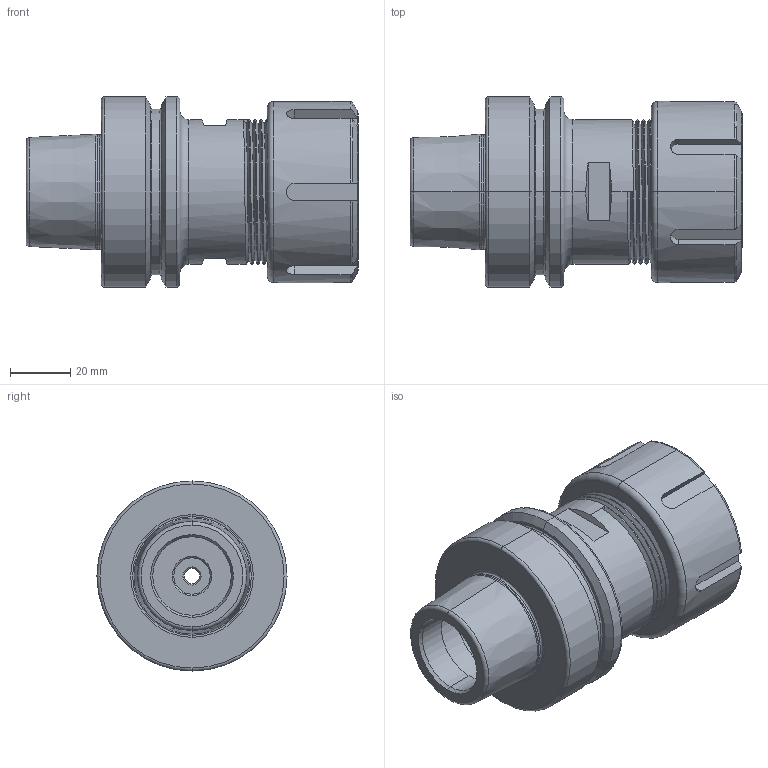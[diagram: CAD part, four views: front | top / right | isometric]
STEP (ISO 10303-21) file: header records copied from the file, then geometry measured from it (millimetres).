
FILE_DESCRIPTION (( 'STEP AP203' ), '1' );
FILE_NAME ('F63.01.25.STEP', '2017-12-27T02:48:32', ( '' ), ( '' ), 'SwSTEP 2.0', 'SolidWorks 2012', '' );
FILE_SCHEMA (( 'CONFIG_CONTROL_DESIGN' ));
Length unit declared in the file: millimetre
Products named in the file (7): OZ25Y1; F63.01.25; OZ螺帽螺絲 M5; OZ25#200 3.96MM鋼珠; OZ25002PD; OZ25001PD
Assembly tree (40 placements, depth 3):
  F63.01.25
    F63.01.25
    OZ25Y1
      OZ25001PD
      OZ25002PD
      OZ螺帽螺絲 M5
      OZ25#200 3.96MM鋼珠  x35
Bounding box: 110 x 63 x 63 mm (x, y, z)
Volume: 161830.3 mm3; surface area: 53387.2 mm2
Topology: 39 solids, 39 shells, 359 faces, 975 edges, 632 vertices
Faces by surface type: cylinder 97, sphere 70, cone 60, plane 52, torus 51, bspline 29
Entity records: 19750 total; most frequent: CARTESIAN_POINT 11597, ORIENTED_EDGE 1464, DIRECTION 1299, EDGE_CURVE 732, AXIS2_PLACEMENT_3D 547, VERTEX_POINT 459, EDGE_LOOP 307, ADVANCED_FACE 291
